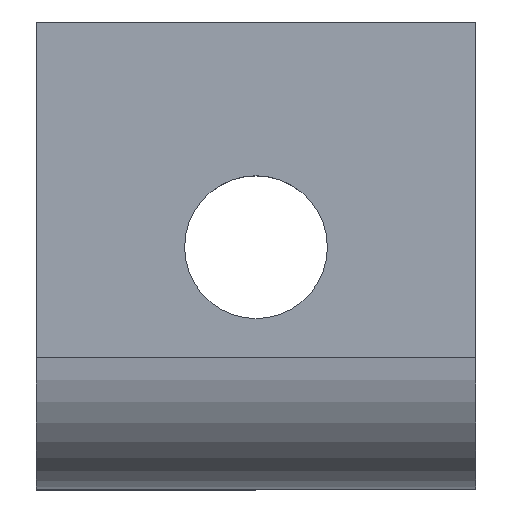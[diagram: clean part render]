
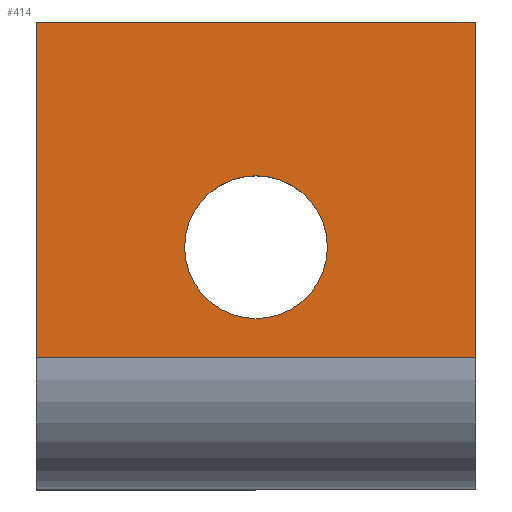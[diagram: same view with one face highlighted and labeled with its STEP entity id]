
A CAD part, top view. The second image highlights one B-rep face of the part: STEP entity #414.
In plain terms, the highlighted planar face has unit normal (0, 0, 1).
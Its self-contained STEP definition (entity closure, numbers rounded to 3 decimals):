
#2 = ORIENTED_EDGE ( 'NONE', *, *, #258, .T. ) ;
#6 = ORIENTED_EDGE ( 'NONE', *, *, #265, .T. ) ;
#7 = ORIENTED_EDGE ( 'NONE', *, *, #264, .T. ) ;
#8 = ORIENTED_EDGE ( 'NONE', *, *, #263, .T. ) ;
#9 = ORIENTED_EDGE ( 'NONE', *, *, #262, .T. ) ;
#17 = CARTESIAN_POINT ( 'NONE',  ( 20., 18.25, 0. ) ) ;
#18 = CARTESIAN_POINT ( 'NONE',  ( -20., 18.25, 0. ) ) ;
#19 = CARTESIAN_POINT ( 'NONE',  ( 20., -12.25, 0. ) ) ;
#40 = DIRECTION ( 'NONE',  ( -1., 0., 0. ) ) ;
#42 = CARTESIAN_POINT ( 'NONE',  ( 20., -18.25, 0. ) ) ;
#52 = CARTESIAN_POINT ( 'NONE',  ( -20., -12.25, 0. ) ) ;
#59 = PLANE ( 'NONE',  #96 ) ;
#85 = CARTESIAN_POINT ( 'NONE',  ( -6.5, -2.25, 0. ) ) ;
#95 = DIRECTION ( 'NONE',  ( 0., 0., -1. ) ) ;
#96 = AXIS2_PLACEMENT_3D ( 'NONE', #42, #95, #40 ) ;
#119 = EDGE_LOOP ( 'NONE', ( #9 ) ) ;
#140 = LINE ( 'NONE', #321, #143 ) ;
#143 = VECTOR ( 'NONE', #323, 1000. ) ;
#148 = CIRCLE ( 'NONE', #287, 6.5 ) ;
#150 = LINE ( 'NONE', #327, #152 ) ;
#151 = LINE ( 'NONE', #325, #153 ) ;
#152 = VECTOR ( 'NONE', #334, 1000. ) ;
#153 = VECTOR ( 'NONE', #332, 1000. ) ;
#154 = LINE ( 'NONE', #335, #156 ) ;
#156 = VECTOR ( 'NONE', #336, 1000. ) ;
#206 = FACE_BOUND ( 'NONE', #119, .T. ) ;
#209 = FACE_OUTER_BOUND ( 'NONE', #458, .T. ) ;
#213 = VERTEX_POINT ( 'NONE', #85 ) ;
#258 = EDGE_CURVE ( 'NONE', #463, #476, #140, .T. ) ;
#262 = EDGE_CURVE ( 'NONE', #213, #213, #148, .T. ) ;
#263 = EDGE_CURVE ( 'NONE', #476, #466, #151, .T. ) ;
#264 = EDGE_CURVE ( 'NONE', #466, #471, #150, .T. ) ;
#265 = EDGE_CURVE ( 'NONE', #471, #463, #154, .T. ) ;
#287 = AXIS2_PLACEMENT_3D ( 'NONE', #329, #330, #331 ) ;
#321 = CARTESIAN_POINT ( 'NONE',  ( -20., 18.25, 0. ) ) ;
#323 = DIRECTION ( 'NONE',  ( 0., -1., 0. ) ) ;
#325 = CARTESIAN_POINT ( 'NONE',  ( -20., -12.25, 0. ) ) ;
#327 = CARTESIAN_POINT ( 'NONE',  ( 20., 18.25, 0. ) ) ;
#329 = CARTESIAN_POINT ( 'NONE',  ( 0., -2.25, 0. ) ) ;
#330 = DIRECTION ( 'NONE',  ( 0., 0., -1. ) ) ;
#331 = DIRECTION ( 'NONE',  ( -1., 0., 0. ) ) ;
#332 = DIRECTION ( 'NONE',  ( 1., 0., 0. ) ) ;
#334 = DIRECTION ( 'NONE',  ( 0., 1., 0. ) ) ;
#335 = CARTESIAN_POINT ( 'NONE',  ( 20., 18.25, 0. ) ) ;
#336 = DIRECTION ( 'NONE',  ( -1., 0., 0. ) ) ;
#414 = ADVANCED_FACE ( 'NONE', ( #206, #209 ), #59, .F. ) ;
#458 = EDGE_LOOP ( 'NONE', ( #8, #7, #6, #2 ) ) ;
#463 = VERTEX_POINT ( 'NONE', #18 ) ;
#466 = VERTEX_POINT ( 'NONE', #19 ) ;
#471 = VERTEX_POINT ( 'NONE', #17 ) ;
#476 = VERTEX_POINT ( 'NONE', #52 ) ;
